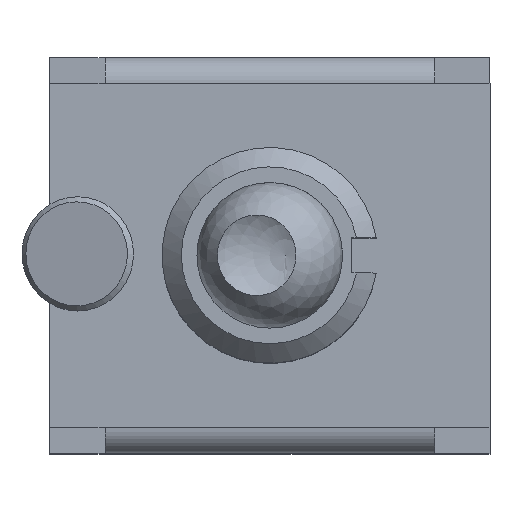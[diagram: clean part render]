
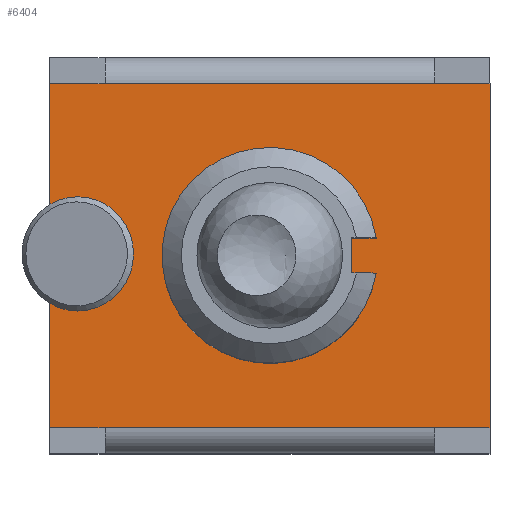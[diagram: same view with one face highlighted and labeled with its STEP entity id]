
A CAD part, top view. The second image highlights one B-rep face of the part: STEP entity #6404.
In plain terms, the highlighted planar face has unit normal (0, 0, 1).
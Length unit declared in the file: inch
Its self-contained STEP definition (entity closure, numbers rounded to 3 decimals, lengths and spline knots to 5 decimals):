
#18=FACE_BOUND('',#2402,.T.);
#280=PLANE('',#6848);
#602=LINE('',#9560,#1338);
#603=LINE('',#9568,#1339);
#618=LINE('',#9601,#1354);
#621=LINE('',#9605,#1357);
#623=LINE('',#9608,#1359);
#626=LINE('',#9614,#1362);
#628=LINE('',#9617,#1364);
#629=LINE('',#9619,#1365);
#720=LINE('',#9824,#1456);
#721=LINE('',#9826,#1457);
#722=LINE('',#9828,#1458);
#1338=VECTOR('',#7609,0.3937);
#1339=VECTOR('',#7618,0.3937);
#1354=VECTOR('',#7641,0.3937);
#1357=VECTOR('',#7646,0.3937);
#1359=VECTOR('',#7650,0.3937);
#1362=VECTOR('',#7655,0.3937);
#1364=VECTOR('',#7659,0.3937);
#1365=VECTOR('',#7662,0.3937);
#1456=VECTOR('',#7873,0.3937);
#1457=VECTOR('',#7874,0.3937);
#1458=VECTOR('',#7875,0.3937);
#2027=FACE_OUTER_BOUND('',#2401,.T.);
#2401=EDGE_LOOP('',(#4973,#4974,#4975,#4976,#4977,#4978,#4979,#4980));
#2402=EDGE_LOOP('',(#4981,#4982,#4983,#4984));
#2717=CIRCLE('',#6849,0.12244);
#2992=VERTEX_POINT('',#9556);
#2993=VERTEX_POINT('',#9558);
#2995=VERTEX_POINT('',#9565);
#2996=VERTEX_POINT('',#9567);
#3009=VERTEX_POINT('',#9599);
#3010=VERTEX_POINT('',#9600);
#3011=VERTEX_POINT('',#9610);
#3012=VERTEX_POINT('',#9612);
#3065=VERTEX_POINT('',#9822);
#3066=VERTEX_POINT('',#9823);
#3067=VERTEX_POINT('',#9825);
#3068=VERTEX_POINT('',#9827);
#3638=EDGE_CURVE('',#2992,#2993,#602,.T.);
#3641=EDGE_CURVE('',#2995,#2996,#603,.T.);
#3657=EDGE_CURVE('',#3009,#3010,#618,.T.);
#3660=EDGE_CURVE('',#2993,#3009,#621,.T.);
#3662=EDGE_CURVE('',#2996,#3010,#623,.T.);
#3665=EDGE_CURVE('',#3011,#3012,#626,.T.);
#3667=EDGE_CURVE('',#2992,#3012,#628,.T.);
#3668=EDGE_CURVE('',#2995,#3011,#629,.T.);
#3767=EDGE_CURVE('',#3065,#3066,#720,.T.);
#3768=EDGE_CURVE('',#3066,#3067,#721,.T.);
#3769=EDGE_CURVE('',#3067,#3068,#722,.T.);
#3770=EDGE_CURVE('',#3068,#3065,#2717,.T.);
#4973=ORIENTED_EDGE('',*,*,#3638,.T.);
#4974=ORIENTED_EDGE('',*,*,#3660,.T.);
#4975=ORIENTED_EDGE('',*,*,#3657,.T.);
#4976=ORIENTED_EDGE('',*,*,#3662,.F.);
#4977=ORIENTED_EDGE('',*,*,#3641,.F.);
#4978=ORIENTED_EDGE('',*,*,#3668,.T.);
#4979=ORIENTED_EDGE('',*,*,#3665,.T.);
#4980=ORIENTED_EDGE('',*,*,#3667,.F.);
#4981=ORIENTED_EDGE('',*,*,#3767,.T.);
#4982=ORIENTED_EDGE('',*,*,#3768,.T.);
#4983=ORIENTED_EDGE('',*,*,#3769,.T.);
#4984=ORIENTED_EDGE('',*,*,#3770,.T.);
#6404=ADVANCED_FACE('',(#2027,#18),#280,.T.);
#6848=AXIS2_PLACEMENT_3D('',#9821,#7871,#7872);
#6849=AXIS2_PLACEMENT_3D('',#9829,#7876,#7877);
#7609=DIRECTION('',(1.,0.,0.));
#7618=DIRECTION('',(1.,0.,0.));
#7641=DIRECTION('',(0.,1.,0.));
#7646=DIRECTION('',(1.,0.,0.));
#7650=DIRECTION('',(1.,0.,0.));
#7655=DIRECTION('',(0.,-1.,0.));
#7659=DIRECTION('',(-1.,0.,0.));
#7662=DIRECTION('',(-1.,0.,0.));
#7871=DIRECTION('center_axis',(0.,0.,
1.));
#7872=DIRECTION('ref_axis',(1.,0.,0.));
#7873=DIRECTION('',(-1.,0.,0.));
#7874=DIRECTION('',(0.,-1.,0.));
#7875=DIRECTION('',(1.,0.,0.));
#7876=DIRECTION('center_axis',(0.,0.,
-1.));
#7877=DIRECTION('ref_axis',(0.986,0.164,0.));
#9556=CARTESIAN_POINT('',(-0.18701,-0.19508,0.35));
#9558=CARTESIAN_POINT('',(0.18701,-0.19508,0.35));
#9560=CARTESIAN_POINT('',(0.,-0.19508,0.35));
#9565=CARTESIAN_POINT('',(-0.18701,0.19508,0.35));
#9567=CARTESIAN_POINT('',(0.18701,0.19508,0.35));
#9568=CARTESIAN_POINT('',(0.,0.19508,0.35));
#9599=CARTESIAN_POINT('',(0.25,-0.19508,0.35));
#9600=CARTESIAN_POINT('',(0.25,0.19508,0.35));
#9601=CARTESIAN_POINT('',(0.25,-0.19508,0.35));
#9605=CARTESIAN_POINT('',(0.18701,-0.19508,0.35));
#9608=CARTESIAN_POINT('',(0.18701,0.19508,0.35));
#9610=CARTESIAN_POINT('',(-0.25,0.19508,0.35));
#9612=CARTESIAN_POINT('',(-0.25,-0.19508,0.35));
#9614=CARTESIAN_POINT('',(-0.25,-0.19508,0.35));
#9617=CARTESIAN_POINT('',(-0.18701,-0.19508,0.35));
#9619=CARTESIAN_POINT('',(-0.18701,0.19508,0.35));
#9821=CARTESIAN_POINT('Origin',(0.,0.19508,
0.35));
#9822=CARTESIAN_POINT('',(0.12078,0.02008,0.35));
#9823=CARTESIAN_POINT('',(0.09283,0.02008,0.35));
#9824=CARTESIAN_POINT('',(0.06039,0.02008,0.35));
#9825=CARTESIAN_POINT('',(0.09283,-0.02008,0.35));
#9826=CARTESIAN_POINT('',(0.09283,0.10758,0.35));
#9827=CARTESIAN_POINT('',(0.12078,-0.02008,0.35));
#9828=CARTESIAN_POINT('',(0.04642,-0.02008,0.35));
#9829=CARTESIAN_POINT('Origin',(0.,0.,
0.35));
